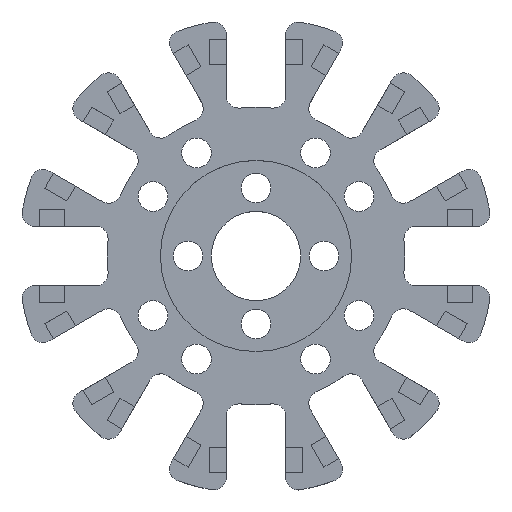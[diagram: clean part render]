
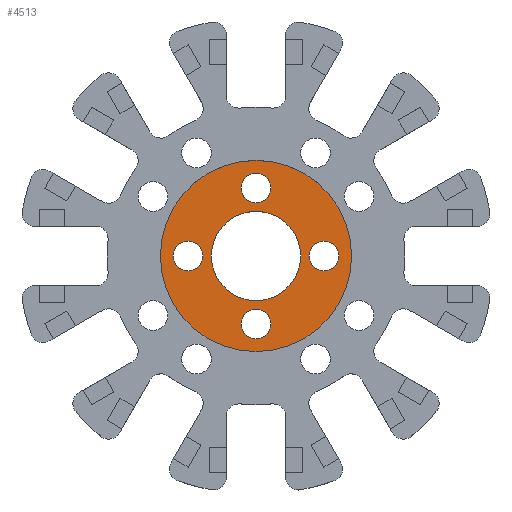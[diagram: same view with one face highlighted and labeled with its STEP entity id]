
A CAD part, top view. The second image highlights one B-rep face of the part: STEP entity #4513.
In plain terms, the highlighted planar face has unit normal (0, 0, 1).
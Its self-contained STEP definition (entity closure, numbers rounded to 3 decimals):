
#40=FACE_BOUND('',#475,.T.);
#41=FACE_BOUND('',#476,.T.);
#42=FACE_BOUND('',#477,.T.);
#43=FACE_BOUND('',#478,.T.);
#44=FACE_BOUND('',#479,.T.);
#59=PLANE('',#4908);
#224=FACE_OUTER_BOUND('',#474,.T.);
#474=EDGE_LOOP('',(#3301));
#475=EDGE_LOOP('',(#3302));
#476=EDGE_LOOP('',(#3303));
#477=EDGE_LOOP('',(#3304));
#478=EDGE_LOOP('',(#3305));
#479=EDGE_LOOP('',(#3306));
#1727=CIRCLE('',#4896,1.75);
#1728=CIRCLE('',#4898,1.75);
#1729=CIRCLE('',#4900,1.75);
#1730=CIRCLE('',#4902,1.75);
#1731=CIRCLE('',#4904,5.25);
#1733=CIRCLE('',#4907,11.25);
#1995=VERTEX_POINT('',#7065);
#1996=VERTEX_POINT('',#7069);
#1997=VERTEX_POINT('',#7073);
#1998=VERTEX_POINT('',#7077);
#1999=VERTEX_POINT('',#7081);
#2001=VERTEX_POINT('',#7087);
#2491=EDGE_CURVE('',#1995,#1995,#1727,.T.);
#2493=EDGE_CURVE('',#1996,#1996,#1728,.T.);
#2495=EDGE_CURVE('',#1997,#1997,#1729,.T.);
#2497=EDGE_CURVE('',#1998,#1998,#1730,.T.);
#2499=EDGE_CURVE('',#1999,#1999,#1731,.T.);
#2503=EDGE_CURVE('',#2001,#2001,#1733,.T.);
#3301=ORIENTED_EDGE('',*,*,#2503,.F.);
#3302=ORIENTED_EDGE('',*,*,#2491,.T.);
#3303=ORIENTED_EDGE('',*,*,#2493,.T.);
#3304=ORIENTED_EDGE('',*,*,#2495,.T.);
#3305=ORIENTED_EDGE('',*,*,#2497,.T.);
#3306=ORIENTED_EDGE('',*,*,#2499,.T.);
#4513=ADVANCED_FACE('',(#224,#40,#41,#42,#43,#44),#59,.T.);
#4896=AXIS2_PLACEMENT_3D('',#7066,#5566,#5567);
#4898=AXIS2_PLACEMENT_3D('',#7070,#5571,#5572);
#4900=AXIS2_PLACEMENT_3D('',#7074,#5576,#5577);
#4902=AXIS2_PLACEMENT_3D('',#7078,#5581,#5582);
#4904=AXIS2_PLACEMENT_3D('',#7082,#5586,#5587);
#4907=AXIS2_PLACEMENT_3D('',#7089,#5594,#5595);
#4908=AXIS2_PLACEMENT_3D('',#7090,#5596,#5597);
#5566=DIRECTION('center_axis',(0.,0.,-1.));
#5567=DIRECTION('ref_axis',(-1.,0.,0.));
#5571=DIRECTION('center_axis',(0.,0.,-1.));
#5572=DIRECTION('ref_axis',(-1.,0.,0.));
#5576=DIRECTION('center_axis',(0.,0.,-1.));
#5577=DIRECTION('ref_axis',(-1.,0.,0.));
#5581=DIRECTION('center_axis',(0.,0.,-1.));
#5582=DIRECTION('ref_axis',(-1.,0.,0.));
#5586=DIRECTION('center_axis',(0.,0.,-1.));
#5587=DIRECTION('ref_axis',(-1.,0.,0.));
#5594=DIRECTION('center_axis',(0.,0.,-1.));
#5595=DIRECTION('ref_axis',(-1.,0.,0.));
#5596=DIRECTION('center_axis',(0.,0.,1.));
#5597=DIRECTION('ref_axis',(-1.,0.,0.));
#7065=CARTESIAN_POINT('',(1.75,8.,5.));
#7066=CARTESIAN_POINT('Origin',(0.,8.,5.));
#7069=CARTESIAN_POINT('',(-6.25,0.,5.));
#7070=CARTESIAN_POINT('Origin',(-8.,0.,5.));
#7073=CARTESIAN_POINT('',(9.75,0.,5.));
#7074=CARTESIAN_POINT('Origin',(8.,0.,5.));
#7077=CARTESIAN_POINT('',(1.75,-8.,5.));
#7078=CARTESIAN_POINT('Origin',(0.,-8.,5.));
#7081=CARTESIAN_POINT('',(5.25,0.,5.));
#7082=CARTESIAN_POINT('Origin',(0.,0.,5.));
#7087=CARTESIAN_POINT('',(11.25,0.,5.));
#7089=CARTESIAN_POINT('Origin',(0.,0.,5.));
#7090=CARTESIAN_POINT('Origin',(0.,0.,5.));
